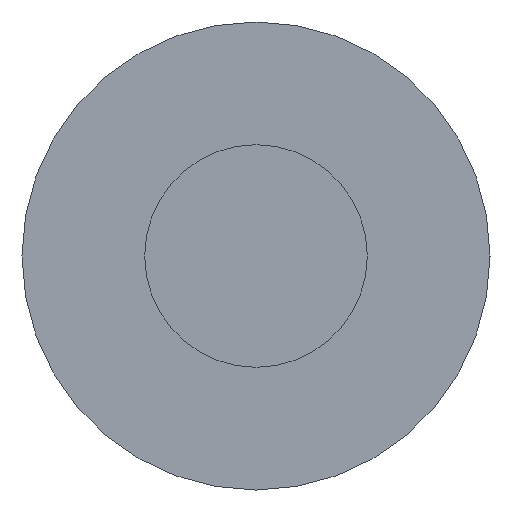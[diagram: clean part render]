
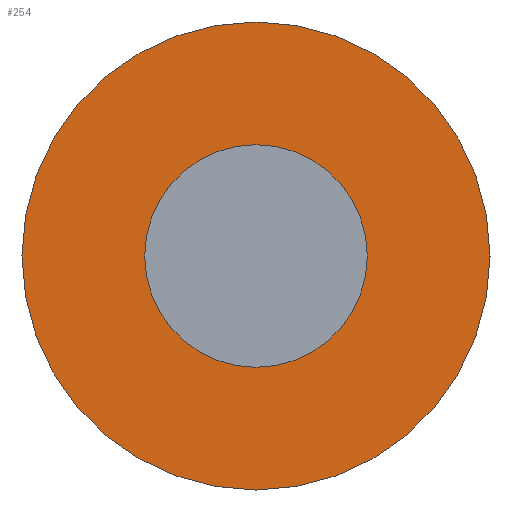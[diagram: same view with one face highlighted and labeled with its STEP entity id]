
A CAD part, left-side view. The second image highlights one B-rep face of the part: STEP entity #254.
In plain terms, the highlighted planar face has unit normal (-1, 0, 0).
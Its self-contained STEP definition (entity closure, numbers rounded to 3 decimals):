
#9 = EDGE_CURVE ( 'NONE', #83, #201, #300, .T. ) ;
#13 = DIRECTION ( 'NONE',  ( -1., 0., 0. ) ) ;
#14 = CARTESIAN_POINT ( 'NONE',  ( 5., 0., 0. ) ) ;
#28 = ORIENTED_EDGE ( 'NONE', *, *, #293, .T. ) ;
#36 = AXIS2_PLACEMENT_3D ( 'NONE', #275, #138, #61 ) ;
#40 = ORIENTED_EDGE ( 'NONE', *, *, #139, .F. ) ;
#49 = CARTESIAN_POINT ( 'NONE',  ( 5., 0., 4.1 ) ) ;
#52 = VERTEX_POINT ( 'NONE', #58 ) ;
#54 = AXIS2_PLACEMENT_3D ( 'NONE', #159, #110, #80 ) ;
#56 = FACE_BOUND ( 'NONE', #224, .T. ) ;
#58 = CARTESIAN_POINT ( 'NONE',  ( 5., 0., -4.1 ) ) ;
#61 = DIRECTION ( 'NONE',  ( 0., 0., 1. ) ) ;
#69 = EDGE_LOOP ( 'NONE', ( #28, #226 ) ) ;
#76 = PLANE ( 'NONE',  #184 ) ;
#80 = DIRECTION ( 'NONE',  ( 0., 0., 1. ) ) ;
#83 = VERTEX_POINT ( 'NONE', #150 ) ;
#94 = CIRCLE ( 'NONE', #54, 4.1 ) ;
#99 = DIRECTION ( 'NONE',  ( 1., 0., 0. ) ) ;
#103 = CIRCLE ( 'NONE', #36, 4.1 ) ;
#110 = DIRECTION ( 'NONE',  ( -1., 0., 0. ) ) ;
#138 = DIRECTION ( 'NONE',  ( -1., 0., 0. ) ) ;
#139 = EDGE_CURVE ( 'NONE', #201, #83, #237, .T. ) ;
#149 = DIRECTION ( 'NONE',  ( 0., 0., 1. ) ) ;
#150 = CARTESIAN_POINT ( 'NONE',  ( 5., 0., -1.95 ) ) ;
#157 = DIRECTION ( 'NONE',  ( -1., 0., 0. ) ) ;
#159 = CARTESIAN_POINT ( 'NONE',  ( 5., 0., 0. ) ) ;
#165 = FACE_OUTER_BOUND ( 'NONE', #69, .T. ) ;
#184 = AXIS2_PLACEMENT_3D ( 'NONE', #243, #99, #269 ) ;
#194 = AXIS2_PLACEMENT_3D ( 'NONE', #297, #157, #268 ) ;
#201 = VERTEX_POINT ( 'NONE', #296 ) ;
#204 = AXIS2_PLACEMENT_3D ( 'NONE', #14, #13, #149 ) ;
#224 = EDGE_LOOP ( 'NONE', ( #40, #230 ) ) ;
#226 = ORIENTED_EDGE ( 'NONE', *, *, #272, .T. ) ;
#230 = ORIENTED_EDGE ( 'NONE', *, *, #9, .F. ) ;
#237 = CIRCLE ( 'NONE', #194, 1.95 ) ;
#243 = CARTESIAN_POINT ( 'NONE',  ( 5., 1.95, 0. ) ) ;
#254 = ADVANCED_FACE ( 'NONE', ( #56, #165 ), #76, .F. ) ;
#268 = DIRECTION ( 'NONE',  ( 0., 0., 1. ) ) ;
#269 = DIRECTION ( 'NONE',  ( 0., 0., -1. ) ) ;
#272 = EDGE_CURVE ( 'NONE', #52, #273, #103, .T. ) ;
#273 = VERTEX_POINT ( 'NONE', #49 ) ;
#275 = CARTESIAN_POINT ( 'NONE',  ( 5., 0., 0. ) ) ;
#293 = EDGE_CURVE ( 'NONE', #273, #52, #94, .T. ) ;
#296 = CARTESIAN_POINT ( 'NONE',  ( 5., 0., 1.95 ) ) ;
#297 = CARTESIAN_POINT ( 'NONE',  ( 5., 0., 0. ) ) ;
#300 = CIRCLE ( 'NONE', #204, 1.95 ) ;
